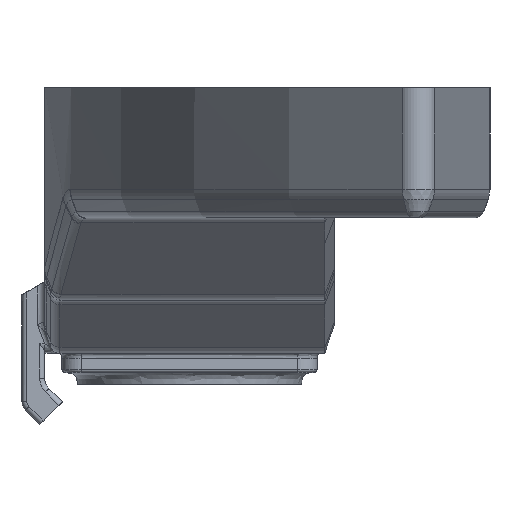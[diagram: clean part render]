
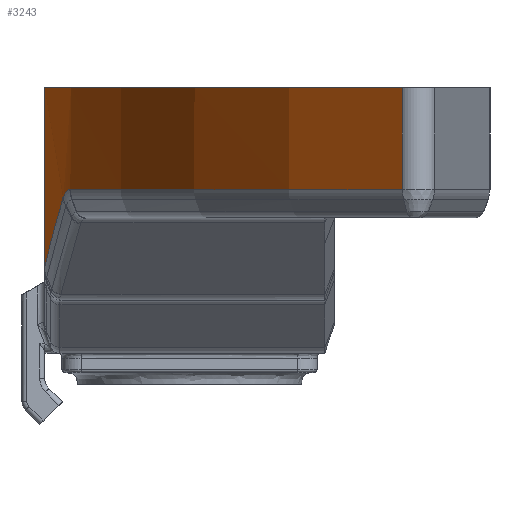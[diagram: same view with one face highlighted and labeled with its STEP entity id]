
A CAD part, left-side view. The second image highlights one B-rep face of the part: STEP entity #3243.
In plain terms, the highlighted cylindrical face has radius 116.43 mm (diameter 232.86 mm), a partial arc.
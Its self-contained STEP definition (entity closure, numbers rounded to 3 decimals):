
#163=B_SPLINE_CURVE_WITH_KNOTS('',3,(#5846,#5847,#5848,#5849),
 .UNSPECIFIED.,.F.,.F.,(4,4),(0.,0.022),.UNSPECIFIED.);
#164=B_SPLINE_CURVE_WITH_KNOTS('',3,(#5867,#5868,#5869,#5870),
 .UNSPECIFIED.,.F.,.F.,(4,4),(0.,0.314),
 .UNSPECIFIED.);
#166=B_SPLINE_CURVE_WITH_KNOTS('',3,(#5893,#5894,#5895,#5896),
 .UNSPECIFIED.,.F.,.F.,(4,4),(0.,0.029),.UNSPECIFIED.);
#167=B_SPLINE_CURVE_WITH_KNOTS('',3,(#5913,#5914,#5915,#5916),
 .UNSPECIFIED.,.F.,.F.,(4,4),(0.,1.486),
 .UNSPECIFIED.);
#361=FACE_OUTER_BOUND('',#572,.T.);
#572=EDGE_LOOP('',(#2599,#2600,#2601,#2602,#2603,#2604,#2605,#2606));
#773=LINE('',#5113,#1002);
#802=LINE('',#6114,#1031);
#1002=VECTOR('',#4005,10.);
#1031=VECTOR('',#4218,10.);
#1161=CIRCLE('',#3398,116.43);
#1243=CIRCLE('',#3534,116.43);
#1346=VERTEX_POINT('',#4748);
#1347=VERTEX_POINT('',#4750);
#1441=VERTEX_POINT('',#5108);
#1502=VERTEX_POINT('',#5818);
#1503=VERTEX_POINT('',#5822);
#1504=VERTEX_POINT('',#5841);
#1505=VERTEX_POINT('',#5866);
#1506=VERTEX_POINT('',#5888);
#1656=EDGE_CURVE('',#1347,#1346,#1161,.T.);
#1783=EDGE_CURVE('',#1346,#1441,#773,.T.);
#1887=EDGE_CURVE('',#1502,#1503,#1243,.T.);
#1889=EDGE_CURVE('',#1503,#1504,#163,.T.);
#1890=EDGE_CURVE('',#1504,#1505,#164,.T.);
#1893=EDGE_CURVE('',#1505,#1506,#166,.T.);
#1894=EDGE_CURVE('',#1506,#1441,#167,.T.);
#1915=EDGE_CURVE('',#1347,#1502,#802,.T.);
#2599=ORIENTED_EDGE('',*,*,#1887,.F.);
#2600=ORIENTED_EDGE('',*,*,#1915,.F.);
#2601=ORIENTED_EDGE('',*,*,#1656,.T.);
#2602=ORIENTED_EDGE('',*,*,#1783,.T.);
#2603=ORIENTED_EDGE('',*,*,#1894,.F.);
#2604=ORIENTED_EDGE('',*,*,#1893,.F.);
#2605=ORIENTED_EDGE('',*,*,#1890,.F.);
#2606=ORIENTED_EDGE('',*,*,#1889,.F.);
#3102=CYLINDRICAL_SURFACE('',#3554,116.43);
#3243=ADVANCED_FACE('',(#361),#3102,.T.);
#3398=AXIS2_PLACEMENT_3D('',#4751,#3807,#3808);
#3534=AXIS2_PLACEMENT_3D('',#5824,#4173,#4174);
#3554=AXIS2_PLACEMENT_3D('',#6113,#4216,#4217);
#3807=DIRECTION('center_axis',(0.,0.,-1.));
#3808=DIRECTION('ref_axis',(-0.735,0.678,0.));
#4005=DIRECTION('',(0.,0.,-1.));
#4173=DIRECTION('center_axis',(0.,0.,-1.));
#4174=DIRECTION('ref_axis',(-0.504,0.864,0.));
#4216=DIRECTION('center_axis',(0.,0.,-1.));
#4217=DIRECTION('ref_axis',(-0.735,0.678,0.));
#4218=DIRECTION('',(0.,0.,-1.));
#4748=CARTESIAN_POINT('',(0.,0.,-1.5));
#4750=CARTESIAN_POINT('',(-75.567,-37.042,-1.5));
#4751=CARTESIAN_POINT('Origin',(10.,-116.,-1.5));
#5108=CARTESIAN_POINT('',(0.,0.,-20.147));
#5113=CARTESIAN_POINT('',(0.,0.,-22.));
#5818=CARTESIAN_POINT('',(-75.567,-37.042,-12.056));
#5822=CARTESIAN_POINT('',(-16.688,-2.67,-12.056));
#5824=CARTESIAN_POINT('Origin',(10.,-116.,-12.056));
#5841=CARTESIAN_POINT('',(-16.473,-2.619,-12.057));
#5846=CARTESIAN_POINT('Ctrl Pts',(-16.688,-2.67,-12.056));
#5847=CARTESIAN_POINT('Ctrl Pts',(-16.616,-2.653,-12.056));
#5848=CARTESIAN_POINT('Ctrl Pts',(-16.544,-2.636,-12.056));
#5849=CARTESIAN_POINT('Ctrl Pts',(-16.473,-2.619,-12.057));
#5866=CARTESIAN_POINT('',(-13.443,-1.954,-12.787));
#5867=CARTESIAN_POINT('Ctrl Pts',(-16.473,-2.619,-12.057));
#5868=CARTESIAN_POINT('Ctrl Pts',(-15.428,-2.375,-12.065));
#5869=CARTESIAN_POINT('Ctrl Pts',(-14.382,-2.147,-12.317));
#5870=CARTESIAN_POINT('Ctrl Pts',(-13.443,-1.954,-12.787));
#5888=CARTESIAN_POINT('',(-13.187,-1.902,-12.921));
#5893=CARTESIAN_POINT('Ctrl Pts',(-13.443,-1.954,-12.787));
#5894=CARTESIAN_POINT('Ctrl Pts',(-13.357,-1.937,-12.83));
#5895=CARTESIAN_POINT('Ctrl Pts',(-13.271,-1.919,-12.874));
#5896=CARTESIAN_POINT('Ctrl Pts',(-13.187,-1.902,-12.921));
#5913=CARTESIAN_POINT('Ctrl Pts',(-13.187,-1.902,-12.921));
#5914=CARTESIAN_POINT('Ctrl Pts',(-8.822,-1.015,-15.311));
#5915=CARTESIAN_POINT('Ctrl Pts',(-4.419,-0.381,
-17.723));
#5916=CARTESIAN_POINT('Ctrl Pts',(0.,0.,
-20.147));
#6113=CARTESIAN_POINT('Origin',(10.,-116.,-1.5));
#6114=CARTESIAN_POINT('',(-75.567,-37.042,-1.5));
